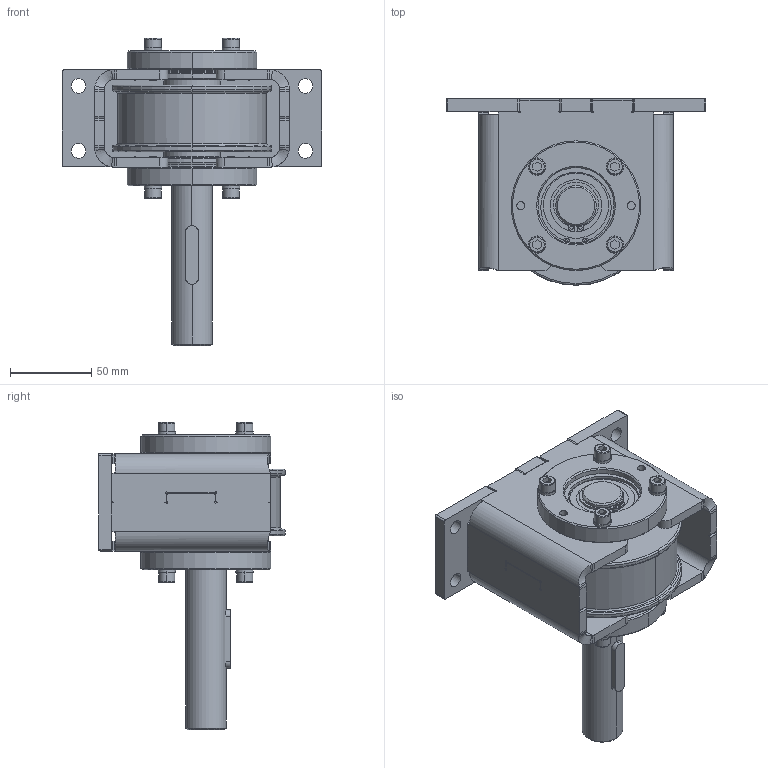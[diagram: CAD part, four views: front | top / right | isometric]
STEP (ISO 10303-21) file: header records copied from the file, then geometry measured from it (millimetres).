
FILE_DESCRIPTION(('STEP AP214'),'1');
FILE_NAME('ra-10-100.stp','2022-09-13T15:10:57',('TraceParts'),('TraceParts S.A.'),'Spatial InterOp 3D',' ',' ');
FILE_SCHEMA(('AUTOMOTIVE_DESIGN { 1 0 10303 214 1 1 1 1 }'));
Length unit declared in the file: millimetre
Products named in the file (1): ra-10-100
Bounding box: 160 x 115 x 189.7 mm (x, y, z)
Volume: 695488.2 mm3; surface area: 147422.8 mm2
Topology: 1 solids, 11 shells, 816 faces, 2120 edges, 1350 vertices
Faces by surface type: cylinder 393, plane 281, torus 64, cone 58, bspline 20
Entity records: 32942 total; most frequent: CARTESIAN_POINT 5495, DIRECTION 4728, ORIENTED_EDGE 4240, EDGE_CURVE 2120, AXIS2_PLACEMENT_3D 1883, VERTEX_POINT 1350, CIRCLE 1086, LINE 962
